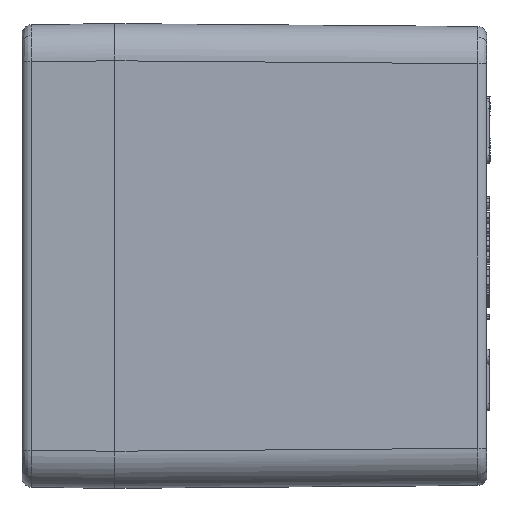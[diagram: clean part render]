
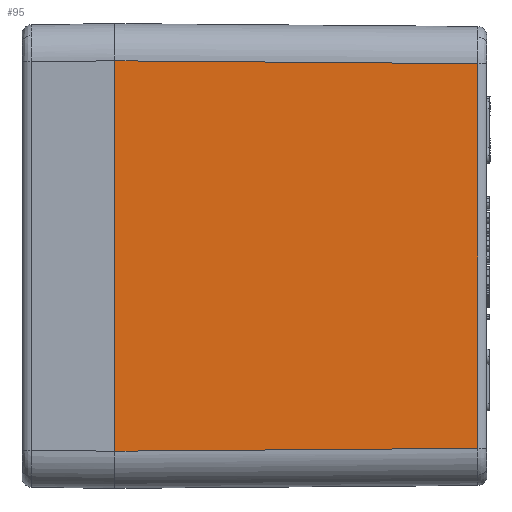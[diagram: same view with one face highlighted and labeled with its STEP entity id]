
A CAD part, left-side view. The second image highlights one B-rep face of the part: STEP entity #95.
In plain terms, the highlighted planar face has unit normal (-1, -0.008, 0).
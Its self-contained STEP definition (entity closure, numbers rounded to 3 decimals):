
#95 = ADVANCED_FACE ( 'NONE', ( #49846 ), #39843, .T. ) ;
#1597 = VECTOR ( 'NONE', #49188, 1000. ) ;
#5222 = CARTESIAN_POINT ( 'NONE',  ( -75.176, -58.929, -31.027 ) ) ;
#9133 = LINE ( 'NONE', #36534, #43769 ) ;
#12320 = CARTESIAN_POINT ( 'NONE',  ( -75.176, -58.929, 31.027 ) ) ;
#12342 = CARTESIAN_POINT ( 'NONE',  ( -75.636, -0.418, 31.487 ) ) ;
#12768 = DIRECTION ( 'NONE',  ( -1., -0.008, 0. ) ) ;
#19964 = DIRECTION ( 'NONE',  ( 0., 0., 1. ) ) ;
#20697 = VECTOR ( 'NONE', #19964, 1000. ) ;
#21682 = CARTESIAN_POINT ( 'NONE',  ( -75.649, 1.282, -37.5 ) ) ;
#22035 = VERTEX_POINT ( 'NONE', #34772 ) ;
#22150 = ORIENTED_EDGE ( 'NONE', *, *, #32618, .T. ) ;
#24453 = LINE ( 'NONE', #41490, #48471 ) ;
#25306 = EDGE_CURVE ( 'NONE', #49366, #39083, #9133, .T. ) ;
#25658 = LINE ( 'NONE', #44639, #1597 ) ;
#27068 = VERTEX_POINT ( 'NONE', #5222 ) ;
#28016 = DIRECTION ( 'NONE',  ( -0.008, 1., 0.008 ) ) ;
#32387 = EDGE_CURVE ( 'NONE', #27068, #49366, #32712, .T. ) ;
#32618 = EDGE_CURVE ( 'NONE', #22035, #27068, #25658, .T. ) ;
#32712 = LINE ( 'NONE', #47028, #20697 ) ;
#34772 = CARTESIAN_POINT ( 'NONE',  ( -75.636, -0.418, -31.487 ) ) ;
#35462 = EDGE_LOOP ( 'NONE', ( #22150, #51122, #37356, #39794 ) ) ;
#36534 = CARTESIAN_POINT ( 'NONE',  ( -75.645, 0.741, 31.496 ) ) ;
#37356 = ORIENTED_EDGE ( 'NONE', *, *, #25306, .T. ) ;
#38045 = EDGE_CURVE ( 'NONE', #39083, #22035, #24453, .T. ) ;
#39083 = VERTEX_POINT ( 'NONE', #12342 ) ;
#39794 = ORIENTED_EDGE ( 'NONE', *, *, #38045, .T. ) ;
#39843 = PLANE ( 'NONE',  #50894 ) ;
#41490 = CARTESIAN_POINT ( 'NONE',  ( -75.636, -0.418, -37.5 ) ) ;
#43769 = VECTOR ( 'NONE', #28016, 1000. ) ;
#44376 = DIRECTION ( 'NONE',  ( 0.008, -1., 0. ) ) ;
#44639 = CARTESIAN_POINT ( 'NONE',  ( -75.65, 1.33, -31.501 ) ) ;
#45993 = DIRECTION ( 'NONE',  ( 0., 0., -1. ) ) ;
#47028 = CARTESIAN_POINT ( 'NONE',  ( -75.176, -58.929, 31.016 ) ) ;
#48471 = VECTOR ( 'NONE', #45993, 1000. ) ;
#49188 = DIRECTION ( 'NONE',  ( 0.008, -1., 0.008 ) ) ;
#49366 = VERTEX_POINT ( 'NONE', #12320 ) ;
#49846 = FACE_OUTER_BOUND ( 'NONE', #35462, .T. ) ;
#50894 = AXIS2_PLACEMENT_3D ( 'NONE', #21682, #12768, #44376 ) ;
#51122 = ORIENTED_EDGE ( 'NONE', *, *, #32387, .T. ) ;
